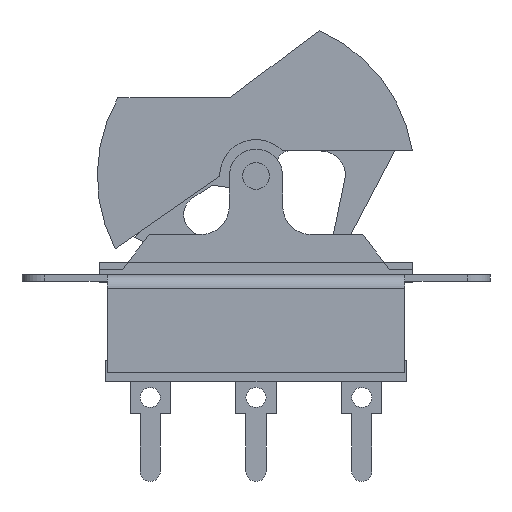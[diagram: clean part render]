
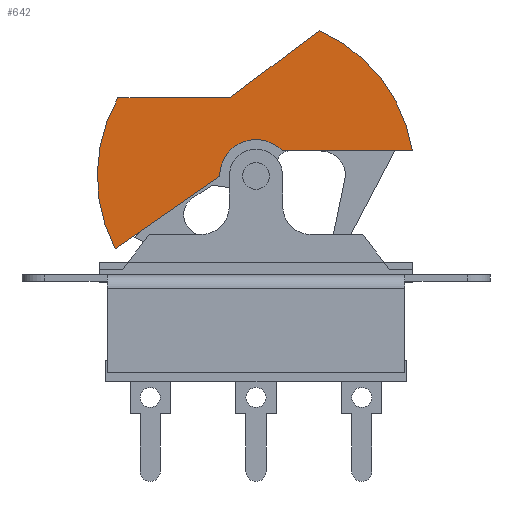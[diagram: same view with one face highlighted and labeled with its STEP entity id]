
A CAD part, front view. The second image highlights one B-rep face of the part: STEP entity #642.
In plain terms, the highlighted planar face has unit normal (0, -1, 0).
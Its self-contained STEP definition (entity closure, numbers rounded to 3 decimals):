
#91 = VERTEX_POINT('',#92);
#92 = CARTESIAN_POINT('',(1.977,-4.45,1.875));
#99 = PLANE('',#100);
#100 = AXIS2_PLACEMENT_3D('',#101,#102,#103);
#101 = CARTESIAN_POINT('',(1.977,4.45,1.875));
#102 = DIRECTION('',(0.,0.,1.));
#103 = DIRECTION('',(1.,0.,0.));
#111 = CYLINDRICAL_SURFACE('',#112,2.725);
#112 = AXIS2_PLACEMENT_3D('',#113,#114,#115);
#113 = CARTESIAN_POINT('',(0.,4.45,0.)
  );
#114 = DIRECTION('',(-0.,1.,0.));
#115 = DIRECTION('',(1.,0.,0.));
#123 = EDGE_CURVE('',#91,#124,#126,.T.);
#124 = VERTEX_POINT('',#125);
#125 = CARTESIAN_POINT('',(11.728,-4.45,1.875));
#126 = SURFACE_CURVE('',#127,(#131,#138),.PCURVE_S1.);
#127 = LINE('',#128,#129);
#128 = CARTESIAN_POINT('',(1.977,-4.45,1.875));
#129 = VECTOR('',#130,1.);
#130 = DIRECTION('',(1.,0.,0.));
#131 = PCURVE('',#99,#132);
#132 = DEFINITIONAL_REPRESENTATION('',(#133),#137);
#133 = LINE('',#134,#135);
#134 = CARTESIAN_POINT('',(0.,-8.9));
#135 = VECTOR('',#136,1.);
#136 = DIRECTION('',(1.,0.));
#137 = ( GEOMETRIC_REPRESENTATION_CONTEXT(2) 
PARAMETRIC_REPRESENTATION_CONTEXT() REPRESENTATION_CONTEXT('2D SPACE',''
  ) );
#138 = PCURVE('',#139,#144);
#139 = PLANE('',#140);
#140 = AXIS2_PLACEMENT_3D('',#141,#142,#143);
#141 = CARTESIAN_POINT('',(-1.035,-4.45,3.147));
#142 = DIRECTION('',(0.,-1.,0.));
#143 = DIRECTION('',(0.,0.,-1.));
#144 = DEFINITIONAL_REPRESENTATION('',(#145),#149);
#145 = LINE('',#146,#147);
#146 = CARTESIAN_POINT('',(1.272,3.013));
#147 = VECTOR('',#148,1.);
#148 = DIRECTION('',(0.,1.));
#149 = ( GEOMETRIC_REPRESENTATION_CONTEXT(2) 
PARAMETRIC_REPRESENTATION_CONTEXT() REPRESENTATION_CONTEXT('2D SPACE',''
  ) );
#167 = CYLINDRICAL_SURFACE('',#168,11.877);
#168 = AXIS2_PLACEMENT_3D('',#169,#170,#171);
#169 = CARTESIAN_POINT('',(0.,4.45,0.)
  );
#170 = DIRECTION('',(-0.,1.,0.));
#171 = DIRECTION('',(1.,0.,0.));
#209 = EDGE_CURVE('',#124,#210,#212,.T.);
#210 = VERTEX_POINT('',#211);
#211 = CARTESIAN_POINT('',(4.732,-4.45,10.894));
#212 = SURFACE_CURVE('',#213,(#218,#225),.PCURVE_S1.);
#213 = CIRCLE('',#214,11.877);
#214 = AXIS2_PLACEMENT_3D('',#215,#216,#217);
#215 = CARTESIAN_POINT('',(0.,-4.45,0.
    ));
#216 = DIRECTION('',(0.,-1.,0.));
#217 = DIRECTION('',(1.,0.,0.));
#218 = PCURVE('',#167,#219);
#219 = DEFINITIONAL_REPRESENTATION('',(#220),#224);
#220 = LINE('',#221,#222);
#221 = CARTESIAN_POINT('',(-0.,-8.9));
#222 = VECTOR('',#223,1.);
#223 = DIRECTION('',(-1.,0.));
#224 = ( GEOMETRIC_REPRESENTATION_CONTEXT(2) 
PARAMETRIC_REPRESENTATION_CONTEXT() REPRESENTATION_CONTEXT('2D SPACE',''
  ) );
#225 = PCURVE('',#139,#226);
#226 = DEFINITIONAL_REPRESENTATION('',(#227),#231);
#227 = CIRCLE('',#228,11.877);
#228 = AXIS2_PLACEMENT_2D('',#229,#230);
#229 = CARTESIAN_POINT('',(3.147,1.035));
#230 = DIRECTION('',(0.,1.));
#231 = ( GEOMETRIC_REPRESENTATION_CONTEXT(2) 
PARAMETRIC_REPRESENTATION_CONTEXT() REPRESENTATION_CONTEXT('2D SPACE',''
  ) );
#249 = PLANE('',#250);
#250 = AXIS2_PLACEMENT_3D('',#251,#252,#253);
#251 = CARTESIAN_POINT('',(-1.958,4.45,5.853));
#252 = DIRECTION('',(-0.602,0.,0.799)
  );
#253 = DIRECTION('',(0.799,0.,0.602)
  );
#289 = VERTEX_POINT('',#290);
#290 = CARTESIAN_POINT('',(-1.958,-4.45,5.853));
#304 = PLANE('',#305);
#305 = AXIS2_PLACEMENT_3D('',#306,#307,#308);
#306 = CARTESIAN_POINT('',(-10.349,4.45,5.853));
#307 = DIRECTION('',(0.,0.,1.));
#308 = DIRECTION('',(1.,0.,0.));
#316 = EDGE_CURVE('',#289,#210,#317,.T.);
#317 = SURFACE_CURVE('',#318,(#322,#329),.PCURVE_S1.);
#318 = LINE('',#319,#320);
#319 = CARTESIAN_POINT('',(-1.958,-4.45,5.853));
#320 = VECTOR('',#321,1.);
#321 = DIRECTION('',(0.799,0.,0.602)
  );
#322 = PCURVE('',#249,#323);
#323 = DEFINITIONAL_REPRESENTATION('',(#324),#328);
#324 = LINE('',#325,#326);
#325 = CARTESIAN_POINT('',(0.,-8.9));
#326 = VECTOR('',#327,1.);
#327 = DIRECTION('',(1.,0.));
#328 = ( GEOMETRIC_REPRESENTATION_CONTEXT(2) 
PARAMETRIC_REPRESENTATION_CONTEXT() REPRESENTATION_CONTEXT('2D SPACE',''
  ) );
#329 = PCURVE('',#139,#330);
#330 = DEFINITIONAL_REPRESENTATION('',(#331),#335);
#331 = LINE('',#332,#333);
#332 = CARTESIAN_POINT('',(-2.706,-0.923));
#333 = VECTOR('',#334,1.);
#334 = DIRECTION('',(-0.602,0.799));
#335 = ( GEOMETRIC_REPRESENTATION_CONTEXT(2) 
PARAMETRIC_REPRESENTATION_CONTEXT() REPRESENTATION_CONTEXT('2D SPACE',''
  ) );
#365 = VERTEX_POINT('',#366);
#366 = CARTESIAN_POINT('',(-10.349,-4.45,5.853));
#380 = CYLINDRICAL_SURFACE('',#381,11.89);
#381 = AXIS2_PLACEMENT_3D('',#382,#383,#384);
#382 = CARTESIAN_POINT('',(0.,4.45,0.)
  );
#383 = DIRECTION('',(-0.,1.,0.));
#384 = DIRECTION('',(1.,0.,0.));
#392 = EDGE_CURVE('',#365,#289,#393,.T.);
#393 = SURFACE_CURVE('',#394,(#398,#405),.PCURVE_S1.);
#394 = LINE('',#395,#396);
#395 = CARTESIAN_POINT('',(-10.349,-4.45,5.853));
#396 = VECTOR('',#397,1.);
#397 = DIRECTION('',(1.,0.,0.));
#398 = PCURVE('',#304,#399);
#399 = DEFINITIONAL_REPRESENTATION('',(#400),#404);
#400 = LINE('',#401,#402);
#401 = CARTESIAN_POINT('',(0.,-8.9));
#402 = VECTOR('',#403,1.);
#403 = DIRECTION('',(1.,0.));
#404 = ( GEOMETRIC_REPRESENTATION_CONTEXT(2) 
PARAMETRIC_REPRESENTATION_CONTEXT() REPRESENTATION_CONTEXT('2D SPACE',''
  ) );
#405 = PCURVE('',#139,#406);
#406 = DEFINITIONAL_REPRESENTATION('',(#407),#411);
#407 = LINE('',#408,#409);
#408 = CARTESIAN_POINT('',(-2.706,-9.314));
#409 = VECTOR('',#410,1.);
#410 = DIRECTION('',(0.,1.));
#411 = ( GEOMETRIC_REPRESENTATION_CONTEXT(2) 
PARAMETRIC_REPRESENTATION_CONTEXT() REPRESENTATION_CONTEXT('2D SPACE',''
  ) );
#439 = EDGE_CURVE('',#365,#440,#442,.T.);
#440 = VERTEX_POINT('',#441);
#441 = CARTESIAN_POINT('',(-10.565,-4.45,-5.455));
#442 = SURFACE_CURVE('',#443,(#448,#455),.PCURVE_S1.);
#443 = CIRCLE('',#444,11.89);
#444 = AXIS2_PLACEMENT_3D('',#445,#446,#447);
#445 = CARTESIAN_POINT('',(0.,-4.45,0.
    ));
#446 = DIRECTION('',(0.,-1.,0.));
#447 = DIRECTION('',(1.,0.,0.));
#448 = PCURVE('',#380,#449);
#449 = DEFINITIONAL_REPRESENTATION('',(#450),#454);
#450 = LINE('',#451,#452);
#451 = CARTESIAN_POINT('',(-0.,-8.9));
#452 = VECTOR('',#453,1.);
#453 = DIRECTION('',(-1.,0.));
#454 = ( GEOMETRIC_REPRESENTATION_CONTEXT(2) 
PARAMETRIC_REPRESENTATION_CONTEXT() REPRESENTATION_CONTEXT('2D SPACE',''
  ) );
#455 = PCURVE('',#139,#456);
#456 = DEFINITIONAL_REPRESENTATION('',(#457),#461);
#457 = CIRCLE('',#458,11.89);
#458 = AXIS2_PLACEMENT_2D('',#459,#460);
#459 = CARTESIAN_POINT('',(3.147,1.035));
#460 = DIRECTION('',(0.,1.));
#461 = ( GEOMETRIC_REPRESENTATION_CONTEXT(2) 
PARAMETRIC_REPRESENTATION_CONTEXT() REPRESENTATION_CONTEXT('2D SPACE',''
  ) );
#479 = PLANE('',#480);
#480 = AXIS2_PLACEMENT_3D('',#481,#482,#483);
#481 = CARTESIAN_POINT('',(-10.565,4.45,-5.455));
#482 = DIRECTION('',(-0.569,0.,0.822)
  );
#483 = DIRECTION('',(0.822,0.,0.569));
#517 = EDGE_CURVE('',#440,#518,#520,.T.);
#518 = VERTEX_POINT('',#519);
#519 = CARTESIAN_POINT('',(-2.725,-4.45,-0.026));
#520 = SURFACE_CURVE('',#521,(#525,#532),.PCURVE_S1.);
#521 = LINE('',#522,#523);
#522 = CARTESIAN_POINT('',(-10.565,-4.45,-5.455));
#523 = VECTOR('',#524,1.);
#524 = DIRECTION('',(0.822,0.,0.569));
#525 = PCURVE('',#479,#526);
#526 = DEFINITIONAL_REPRESENTATION('',(#527),#531);
#527 = LINE('',#528,#529);
#528 = CARTESIAN_POINT('',(0.,-8.9));
#529 = VECTOR('',#530,1.);
#530 = DIRECTION('',(1.,0.));
#531 = ( GEOMETRIC_REPRESENTATION_CONTEXT(2) 
PARAMETRIC_REPRESENTATION_CONTEXT() REPRESENTATION_CONTEXT('2D SPACE',''
  ) );
#532 = PCURVE('',#139,#533);
#533 = DEFINITIONAL_REPRESENTATION('',(#534),#538);
#534 = LINE('',#535,#536);
#535 = CARTESIAN_POINT('',(8.602,-9.529));
#536 = VECTOR('',#537,1.);
#537 = DIRECTION('',(-0.569,0.822));
#538 = ( GEOMETRIC_REPRESENTATION_CONTEXT(2) 
PARAMETRIC_REPRESENTATION_CONTEXT() REPRESENTATION_CONTEXT('2D SPACE',''
  ) );
#588 = EDGE_CURVE('',#91,#518,#589,.T.);
#589 = SURFACE_CURVE('',#590,(#595,#602),.PCURVE_S1.);
#590 = CIRCLE('',#591,2.725);
#591 = AXIS2_PLACEMENT_3D('',#592,#593,#594);
#592 = CARTESIAN_POINT('',(0.,-4.45,0.
    ));
#593 = DIRECTION('',(0.,-1.,0.));
#594 = DIRECTION('',(1.,0.,0.));
#595 = PCURVE('',#111,#596);
#596 = DEFINITIONAL_REPRESENTATION('',(#597),#601);
#597 = LINE('',#598,#599);
#598 = CARTESIAN_POINT('',(-0.,-8.9));
#599 = VECTOR('',#600,1.);
#600 = DIRECTION('',(-1.,0.));
#601 = ( GEOMETRIC_REPRESENTATION_CONTEXT(2) 
PARAMETRIC_REPRESENTATION_CONTEXT() REPRESENTATION_CONTEXT('2D SPACE',''
  ) );
#602 = PCURVE('',#139,#603);
#603 = DEFINITIONAL_REPRESENTATION('',(#604),#608);
#604 = CIRCLE('',#605,2.725);
#605 = AXIS2_PLACEMENT_2D('',#606,#607);
#606 = CARTESIAN_POINT('',(3.147,1.035));
#607 = DIRECTION('',(0.,1.));
#608 = ( GEOMETRIC_REPRESENTATION_CONTEXT(2) 
PARAMETRIC_REPRESENTATION_CONTEXT() REPRESENTATION_CONTEXT('2D SPACE',''
  ) );
#642 = ADVANCED_FACE('',(#643),#139,.T.);
#643 = FACE_BOUND('',#644,.T.);
#644 = EDGE_LOOP('',(#645,#646,#647,#648,#649,#650,#651));
#645 = ORIENTED_EDGE('',*,*,#123,.T.);
#646 = ORIENTED_EDGE('',*,*,#209,.T.);
#647 = ORIENTED_EDGE('',*,*,#316,.F.);
#648 = ORIENTED_EDGE('',*,*,#392,.F.);
#649 = ORIENTED_EDGE('',*,*,#439,.T.);
#650 = ORIENTED_EDGE('',*,*,#517,.T.);
#651 = ORIENTED_EDGE('',*,*,#588,.F.);
